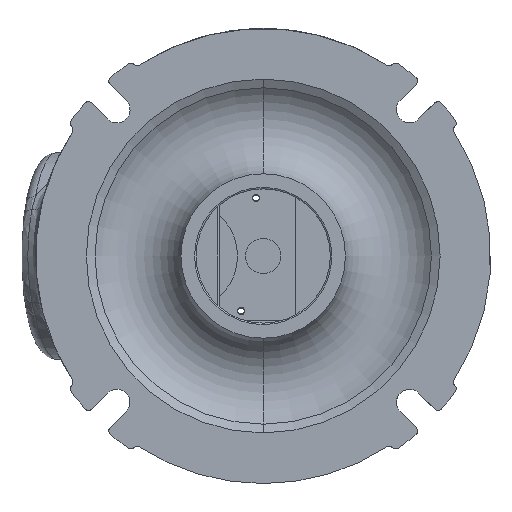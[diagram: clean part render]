
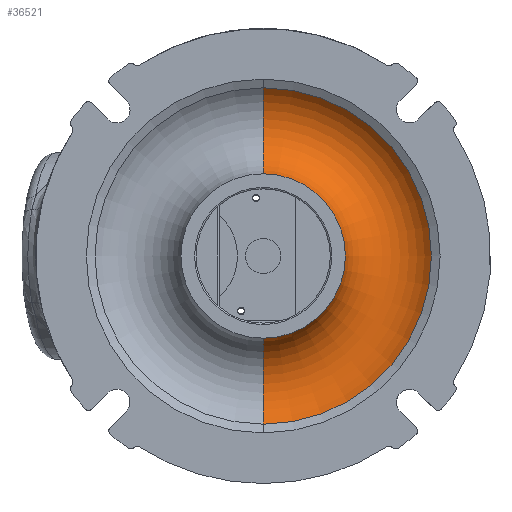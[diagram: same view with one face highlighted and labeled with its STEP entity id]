
A CAD part, front view. The second image highlights one B-rep face of the part: STEP entity #36521.
In plain terms, the highlighted toroidal (fillet/blend) face has major radius 89.5 mm and minor radius 35 mm.
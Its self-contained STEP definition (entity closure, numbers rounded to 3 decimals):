
#5994 = ORIENTED_EDGE ( 'NONE', *, *, #35396, .F. ) ;
#6170 = ORIENTED_EDGE ( 'NONE', *, *, #35350, .T. ) ;
#7370 = CIRCLE ( 'NONE', #8133, 56. ) ;
#7375 = CIRCLE ( 'NONE', #8751, 35. ) ;
#7422 = CIRCLE ( 'NONE', #8941, 35. ) ;
#7614 = AXIS2_PLACEMENT_3D ( 'NONE', #27565, #27567, #27568 ) ;
#8133 = AXIS2_PLACEMENT_3D ( 'NONE', #33937, #33939, #33940 ) ;
#8385 = TOROIDAL_SURFACE ( 'NONE', #8782, 89.5, 35. ) ;
#8402 = FACE_OUTER_BOUND ( 'NONE', #20937, .T. ) ;
#8751 = AXIS2_PLACEMENT_3D ( 'NONE', #33965, #33966, #33967 ) ;
#8782 = AXIS2_PLACEMENT_3D ( 'NONE', #38237, #38209, #38248 ) ;
#8941 = AXIS2_PLACEMENT_3D ( 'NONE', #34230, #34238, #34239 ) ;
#14270 = CIRCLE ( 'NONE', #7614, 114.569 ) ;
#20937 = EDGE_LOOP ( 'NONE', ( #5994, #33616, #6170, #33397 ) ) ;
#22086 = EDGE_CURVE ( 'NONE', #32534, #32675, #14270, .T. ) ;
#27565 = CARTESIAN_POINT ( 'NONE',  ( 0., 20.924, 0. ) ) ;
#27567 = DIRECTION ( 'NONE',  ( 0., -1., 0. ) ) ;
#27568 = DIRECTION ( 'NONE',  ( 0., 0., -1. ) ) ;
#30902 = VERTEX_POINT ( 'NONE', #36444 ) ;
#32534 = VERTEX_POINT ( 'NONE', #36707 ) ;
#32675 = VERTEX_POINT ( 'NONE', #36879 ) ;
#32736 = VERTEX_POINT ( 'NONE', #36947 ) ;
#33397 = ORIENTED_EDGE ( 'NONE', *, *, #22086, .T. ) ;
#33616 = ORIENTED_EDGE ( 'NONE', *, *, #35346, .F. ) ;
#33937 = CARTESIAN_POINT ( 'NONE',  ( 0., 6.637, 0. ) ) ;
#33939 = DIRECTION ( 'NONE',  ( 0., -1., 0. ) ) ;
#33940 = DIRECTION ( 'NONE',  ( 0., 0., -1. ) ) ;
#33965 = CARTESIAN_POINT ( 'NONE',  ( 0., -3.5, -89.5 ) ) ;
#33966 = DIRECTION ( 'NONE',  ( -1., 0., 0. ) ) ;
#33967 = DIRECTION ( 'NONE',  ( 0., 0., 1. ) ) ;
#34230 = CARTESIAN_POINT ( 'NONE',  ( 0., -3.5, 89.5 ) ) ;
#34238 = DIRECTION ( 'NONE',  ( 1., 0., 0. ) ) ;
#34239 = DIRECTION ( 'NONE',  ( 0., 0., -1. ) ) ;
#35346 = EDGE_CURVE ( 'NONE', #32736, #30902, #7370, .T. ) ;
#35350 = EDGE_CURVE ( 'NONE', #32736, #32534, #7375, .T. ) ;
#35396 = EDGE_CURVE ( 'NONE', #30902, #32675, #7422, .T. ) ;
#36444 = CARTESIAN_POINT ( 'NONE',  ( 0., 6.637, 56. ) ) ;
#36521 = ADVANCED_FACE ( 'NONE', ( #8402 ), #8385, .F. ) ;
#36707 = CARTESIAN_POINT ( 'NONE',  ( 0., 20.924, -114.569 ) ) ;
#36879 = CARTESIAN_POINT ( 'NONE',  ( 0., 20.924, 114.569 ) ) ;
#36947 = CARTESIAN_POINT ( 'NONE',  ( 0., 6.637, -56. ) ) ;
#38209 = DIRECTION ( 'NONE',  ( 0., -1., 0. ) ) ;
#38237 = CARTESIAN_POINT ( 'NONE',  ( 0., -3.5, 0. ) ) ;
#38248 = DIRECTION ( 'NONE',  ( 0., 0., -1. ) ) ;
